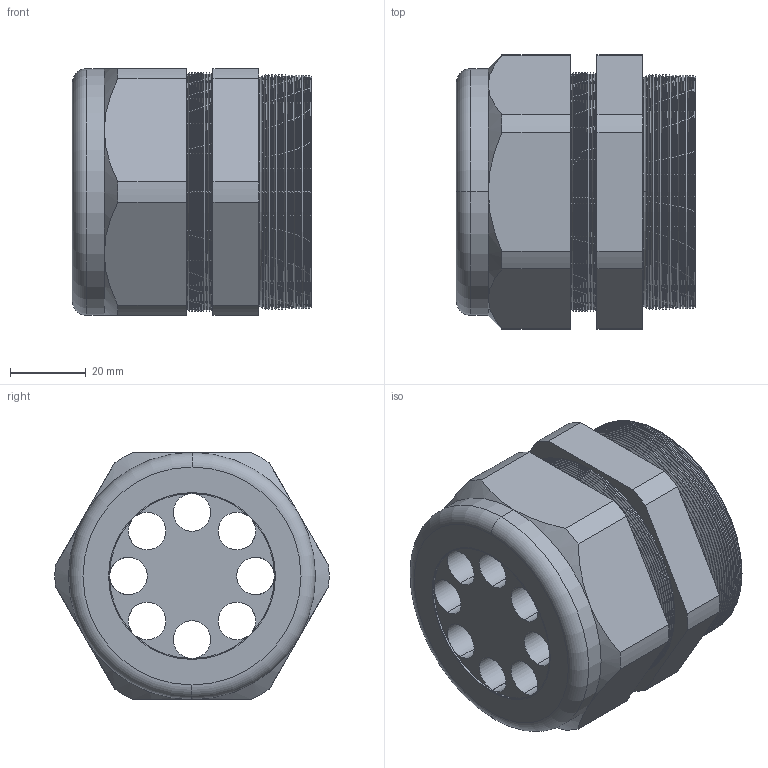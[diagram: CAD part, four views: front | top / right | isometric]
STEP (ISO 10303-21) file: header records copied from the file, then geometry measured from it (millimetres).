
FILE_DESCRIPTION (( 'STEP AP203' ), '1' );
FILE_NAME ('CD63M1-BK.STEP', '2008-11-07T05:22:36', ( 'bay06' ), ( '' ), 'SwSTEP 2.0', 'SolidWorks 2007', '' );
FILE_SCHEMA (( 'CONFIG_CONTROL_DESIGN' ));
Length unit declared in the file: inch
Products named in the file (1): CD63M1-BK
Bounding box: 62.99 x 72.15 x 65.02 mm (x, y, z)
Volume: 116242.4 mm3; surface area: 36408.8 mm2
Topology: 2 solids, 2 shells, 214 faces, 462 edges, 256 vertices
Faces by surface type: cone 152, cylinder 36, plane 20, torus 6
Entity records: 5909 total; most frequent: DIRECTION 1118, CARTESIAN_POINT 1037, ORIENTED_EDGE 924, EDGE_CURVE 462, AXIS2_PLACEMENT_3D 453, VERTEX_POINT 256, CIRCLE 238, EDGE_LOOP 236
